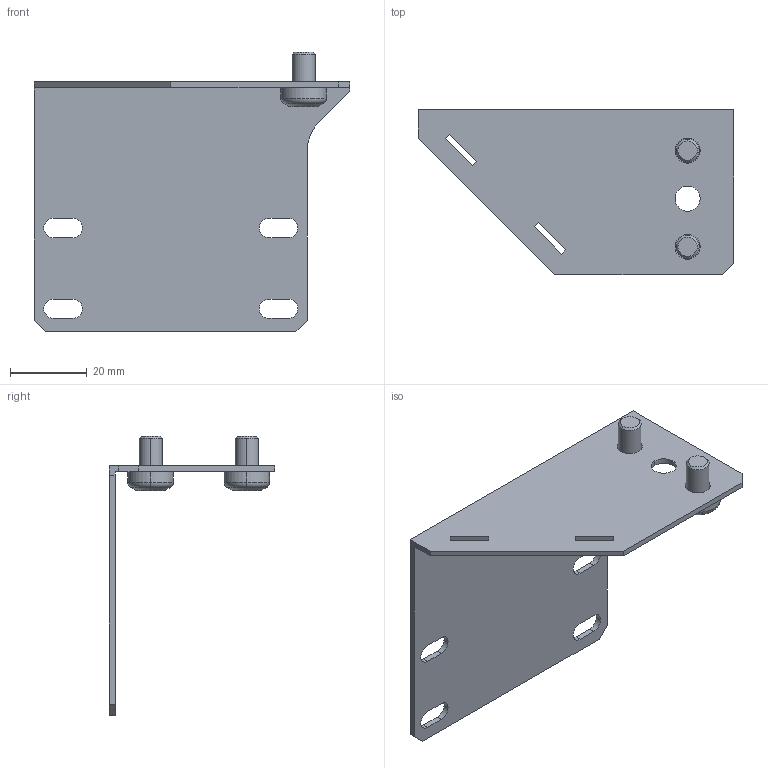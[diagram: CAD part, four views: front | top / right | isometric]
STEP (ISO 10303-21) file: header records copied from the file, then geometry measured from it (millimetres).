
FILE_DESCRIPTION (( 'STEP AP203' ), '1' );
FILE_NAME ('FO-00D-BSW FORMAT Êðîíøòåéí äëÿ ìîíòàæà êîíöåâîãî âûêëþ÷àòåëÿ IEK.STEP', '2025-01-21T10:27:32', ( '' ), ( '' ), 'SwSTEP 2.0', 'SolidWorks 2022', '' );
FILE_SCHEMA (( 'CONFIG_CONTROL_DESIGN' ));
Length unit declared in the file: millimetre
Products named in the file (1): FO-00D-BSW FORMAT Кронштейн для монтажа концевого выключателя IEK
Bounding box: 82 x 43 x 72.7 mm (x, y, z)
Volume: 12125.6 mm3; surface area: 15993.3 mm2
Topology: 1 solids, 1 shells, 110 faces, 284 edges, 184 vertices
Faces by surface type: cylinder 53, plane 41, cone 8, torus 8
Entity records: 3495 total; most frequent: DIRECTION 636, CARTESIAN_POINT 579, ORIENTED_EDGE 568, EDGE_CURVE 284, AXIS2_PLACEMENT_3D 241, VERTEX_POINT 184, VECTOR 154, LINE 154
